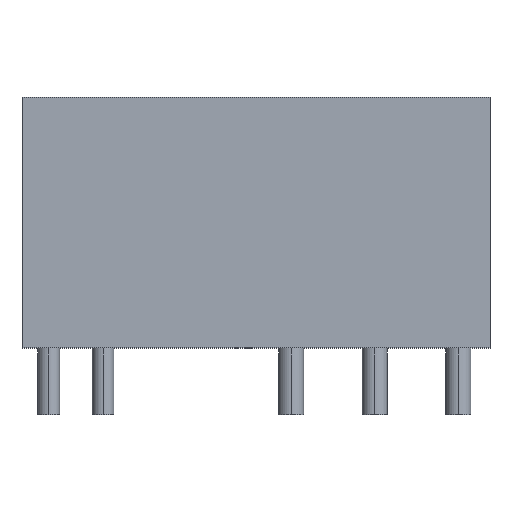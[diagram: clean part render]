
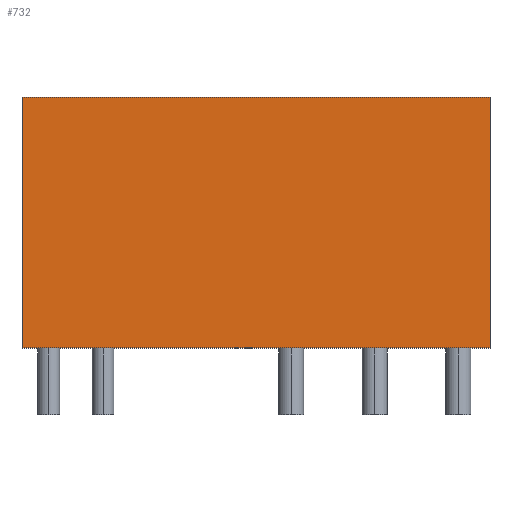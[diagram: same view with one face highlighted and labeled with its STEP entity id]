
A CAD part, top view. The second image highlights one B-rep face of the part: STEP entity #732.
In plain terms, the highlighted planar face has unit normal (0, 0, 1).
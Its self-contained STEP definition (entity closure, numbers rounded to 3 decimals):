
#8 = CARTESIAN_POINT ( 'NONE',  ( 14., 0., 2.5 ) ) ;
#53 = VECTOR ( 'NONE', #59, 1000. ) ;
#59 = DIRECTION ( 'NONE',  ( 0., -1., 0. ) ) ;
#114 = VECTOR ( 'NONE', #788, 1000. ) ;
#126 = CARTESIAN_POINT ( 'NONE',  ( 14., 15., 2.5 ) ) ;
#162 = PLANE ( 'NONE',  #745 ) ;
#164 = CARTESIAN_POINT ( 'NONE',  ( 14., 0., 2.5 ) ) ;
#198 = EDGE_CURVE ( 'NONE', #627, #572, #490, .T. ) ;
#201 = DIRECTION ( 'NONE',  ( 0., -1., 0. ) ) ;
#216 = VERTEX_POINT ( 'NONE', #126 ) ;
#283 = EDGE_CURVE ( 'NONE', #627, #216, #809, .T. ) ;
#288 = CARTESIAN_POINT ( 'NONE',  ( 14., 15., 2.5 ) ) ;
#296 = DIRECTION ( 'NONE',  ( 0., 0., -1. ) ) ;
#330 = FACE_OUTER_BOUND ( 'NONE', #339, .T. ) ;
#338 = CARTESIAN_POINT ( 'NONE',  ( 14., 15., 2.5 ) ) ;
#339 = EDGE_LOOP ( 'NONE', ( #465, #777, #852, #425 ) ) ;
#363 = EDGE_CURVE ( 'NONE', #572, #646, #403, .T. ) ;
#403 = LINE ( 'NONE', #8, #114 ) ;
#425 = ORIENTED_EDGE ( 'NONE', *, *, #198, .T. ) ;
#440 = DIRECTION ( 'NONE',  ( -1., 0., 0. ) ) ;
#465 = ORIENTED_EDGE ( 'NONE', *, *, #363, .T. ) ;
#490 = LINE ( 'NONE', #606, #883 ) ;
#559 = EDGE_CURVE ( 'NONE', #216, #646, #905, .T. ) ;
#563 = CARTESIAN_POINT ( 'NONE',  ( -14., 15., 2.5 ) ) ;
#572 = VERTEX_POINT ( 'NONE', #914 ) ;
#606 = CARTESIAN_POINT ( 'NONE',  ( -14., 15., 2.5 ) ) ;
#608 = VECTOR ( 'NONE', #842, 1000. ) ;
#627 = VERTEX_POINT ( 'NONE', #563 ) ;
#628 = CARTESIAN_POINT ( 'NONE',  ( 14., 15., 2.5 ) ) ;
#646 = VERTEX_POINT ( 'NONE', #164 ) ;
#732 = ADVANCED_FACE ( 'NONE', ( #330 ), #162, .F. ) ;
#745 = AXIS2_PLACEMENT_3D ( 'NONE', #288, #296, #440 ) ;
#777 = ORIENTED_EDGE ( 'NONE', *, *, #559, .F. ) ;
#788 = DIRECTION ( 'NONE',  ( 1., 0., 0. ) ) ;
#809 = LINE ( 'NONE', #338, #608 ) ;
#842 = DIRECTION ( 'NONE',  ( 1., 0., 0. ) ) ;
#852 = ORIENTED_EDGE ( 'NONE', *, *, #283, .F. ) ;
#883 = VECTOR ( 'NONE', #201, 1000. ) ;
#905 = LINE ( 'NONE', #628, #53 ) ;
#914 = CARTESIAN_POINT ( 'NONE',  ( -14., 0., 2.5 ) ) ;
